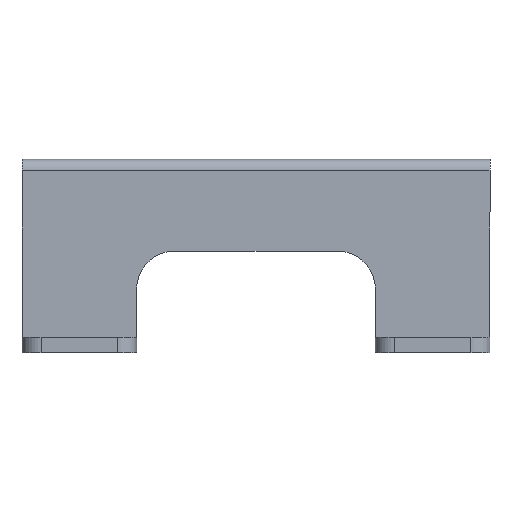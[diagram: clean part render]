
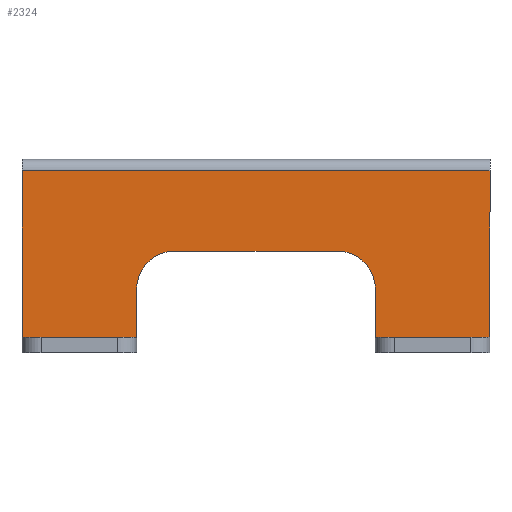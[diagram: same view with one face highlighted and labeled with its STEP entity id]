
A CAD part, front view. The second image highlights one B-rep face of the part: STEP entity #2324.
In plain terms, the highlighted planar face has unit normal (0, -1, 0).
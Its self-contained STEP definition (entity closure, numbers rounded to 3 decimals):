
#15 = LINE ( 'NONE', #2108, #1507 ) ;
#33 = DIRECTION ( 'NONE',  ( 0., 0., -1. ) ) ;
#37 = VECTOR ( 'NONE', #1582, 1000. ) ;
#47 = EDGE_CURVE ( 'NONE', #2124, #1899, #996, .T. ) ;
#110 = EDGE_CURVE ( 'NONE', #168, #1823, #15, .T. ) ;
#168 = VERTEX_POINT ( 'NONE', #2358 ) ;
#221 = FACE_OUTER_BOUND ( 'NONE', #1481, .T. ) ;
#275 = CARTESIAN_POINT ( 'NONE',  ( 77.75, -176.01, 698.5 ) ) ;
#304 = DIRECTION ( 'NONE',  ( 0., -1., 0. ) ) ;
#381 = VECTOR ( 'NONE', #2161, 1000. ) ;
#400 = CARTESIAN_POINT ( 'NONE',  ( 170.25, -176.01, 745.1 ) ) ;
#403 = ORIENTED_EDGE ( 'NONE', *, *, #1713, .T. ) ;
#444 = CARTESIAN_POINT ( 'NONE',  ( 200.25, -176.01, 745.1 ) ) ;
#500 = CARTESIAN_POINT ( 'NONE',  ( 117.75, -176.01, 721.1 ) ) ;
#501 = CIRCLE ( 'NONE', #2114, 10. ) ;
#514 = ORIENTED_EDGE ( 'NONE', *, *, #844, .T. ) ;
#535 = LINE ( 'NONE', #400, #1624 ) ;
#585 = VERTEX_POINT ( 'NONE', #1867 ) ;
#811 = CARTESIAN_POINT ( 'NONE',  ( 77.75, -176.01, 721.1 ) ) ;
#823 = ORIENTED_EDGE ( 'NONE', *, *, #1446, .T. ) ;
#844 = EDGE_CURVE ( 'NONE', #1899, #1398, #535, .T. ) ;
#956 = VECTOR ( 'NONE', #1056, 1000. ) ;
#985 = CARTESIAN_POINT ( 'NONE',  ( -81.941, -176.01, 742.1 ) ) ;
#996 = CIRCLE ( 'NONE', #1839, 10. ) ;
#1041 = EDGE_CURVE ( 'NONE', #1578, #1161, #1991, .T. ) ;
#1056 = DIRECTION ( 'NONE',  ( 0., 0., -1. ) ) ;
#1068 = DIRECTION ( 'NONE',  ( 0., 1., 0. ) ) ;
#1072 = CARTESIAN_POINT ( 'NONE',  ( 107.75, -176.01, 745.1 ) ) ;
#1078 = AXIS2_PLACEMENT_3D ( 'NONE', #2038, #304, #2232 ) ;
#1115 = DIRECTION ( 'NONE',  ( 1., 0., 0. ) ) ;
#1149 = VERTEX_POINT ( 'NONE', #2030 ) ;
#1161 = VERTEX_POINT ( 'NONE', #1849 ) ;
#1201 = LINE ( 'NONE', #275, #1320 ) ;
#1228 = VECTOR ( 'NONE', #2135, 1000. ) ;
#1253 = VECTOR ( 'NONE', #2056, 1000. ) ;
#1272 = DIRECTION ( 'NONE',  ( 0., 0., 1. ) ) ;
#1276 = ORIENTED_EDGE ( 'NONE', *, *, #2352, .T. ) ;
#1289 = CARTESIAN_POINT ( 'NONE',  ( 170.25, -176.01, 711.1 ) ) ;
#1320 = VECTOR ( 'NONE', #1428, 1000. ) ;
#1345 = EDGE_CURVE ( 'NONE', #168, #1149, #2357, .T. ) ;
#1398 = VERTEX_POINT ( 'NONE', #2347 ) ;
#1399 = CARTESIAN_POINT ( 'NONE',  ( 160.25, -176.01, 721.1 ) ) ;
#1422 = ORIENTED_EDGE ( 'NONE', *, *, #2129, .F. ) ;
#1428 = DIRECTION ( 'NONE',  ( 1., 0., 0. ) ) ;
#1439 = LINE ( 'NONE', #985, #381 ) ;
#1446 = EDGE_CURVE ( 'NONE', #1699, #2124, #1958, .T. ) ;
#1474 = CARTESIAN_POINT ( 'NONE',  ( 117.75, -176.01, 711.1 ) ) ;
#1481 = EDGE_LOOP ( 'NONE', ( #2158, #514, #1909, #1799, #1422, #2032, #2282, #1276, #403, #823 ) ) ;
#1503 = CARTESIAN_POINT ( 'NONE',  ( 160.25, -176.01, 711.1 ) ) ;
#1507 = VECTOR ( 'NONE', #1115, 1000. ) ;
#1531 = CARTESIAN_POINT ( 'NONE',  ( 77.75, -176.01, 745.1 ) ) ;
#1545 = EDGE_CURVE ( 'NONE', #1398, #1161, #1201, .T. ) ;
#1578 = VERTEX_POINT ( 'NONE', #2374 ) ;
#1582 = DIRECTION ( 'NONE',  ( 1., 0., 0. ) ) ;
#1624 = VECTOR ( 'NONE', #33, 1000. ) ;
#1693 = CARTESIAN_POINT ( 'NONE',  ( 107.75, -176.01, 698.5 ) ) ;
#1699 = VERTEX_POINT ( 'NONE', #500 ) ;
#1713 = EDGE_CURVE ( 'NONE', #585, #1699, #501, .T. ) ;
#1799 = ORIENTED_EDGE ( 'NONE', *, *, #1041, .F. ) ;
#1823 = VERTEX_POINT ( 'NONE', #1693 ) ;
#1839 = AXIS2_PLACEMENT_3D ( 'NONE', #1503, #1884, #2298 ) ;
#1849 = CARTESIAN_POINT ( 'NONE',  ( 200.25, -176.01, 698.5 ) ) ;
#1867 = CARTESIAN_POINT ( 'NONE',  ( 107.75, -176.01, 711.1 ) ) ;
#1884 = DIRECTION ( 'NONE',  ( 0., 1., 0. ) ) ;
#1899 = VERTEX_POINT ( 'NONE', #1289 ) ;
#1909 = ORIENTED_EDGE ( 'NONE', *, *, #1545, .T. ) ;
#1958 = LINE ( 'NONE', #811, #37 ) ;
#1991 = LINE ( 'NONE', #444, #956 ) ;
#2030 = CARTESIAN_POINT ( 'NONE',  ( 77.75, -176.01, 742.1 ) ) ;
#2032 = ORIENTED_EDGE ( 'NONE', *, *, #1345, .F. ) ;
#2038 = CARTESIAN_POINT ( 'NONE',  ( 77.75, -176.01, 745.1 ) ) ;
#2056 = DIRECTION ( 'NONE',  ( 0., 0., 1. ) ) ;
#2108 = CARTESIAN_POINT ( 'NONE',  ( 77.75, -176.01, 698.5 ) ) ;
#2114 = AXIS2_PLACEMENT_3D ( 'NONE', #1474, #1068, #1272 ) ;
#2124 = VERTEX_POINT ( 'NONE', #1399 ) ;
#2129 = EDGE_CURVE ( 'NONE', #1149, #1578, #1439, .T. ) ;
#2135 = DIRECTION ( 'NONE',  ( 0., 0., 1. ) ) ;
#2158 = ORIENTED_EDGE ( 'NONE', *, *, #47, .T. ) ;
#2161 = DIRECTION ( 'NONE',  ( 1., 0., 0. ) ) ;
#2232 = DIRECTION ( 'NONE',  ( 0., 0., -1. ) ) ;
#2257 = PLANE ( 'NONE',  #1078 ) ;
#2282 = ORIENTED_EDGE ( 'NONE', *, *, #110, .T. ) ;
#2289 = LINE ( 'NONE', #1072, #1253 ) ;
#2298 = DIRECTION ( 'NONE',  ( 0., 0., 1. ) ) ;
#2324 = ADVANCED_FACE ( 'NONE', ( #221 ), #2257, .T. ) ;
#2347 = CARTESIAN_POINT ( 'NONE',  ( 170.25, -176.01, 698.5 ) ) ;
#2352 = EDGE_CURVE ( 'NONE', #1823, #585, #2289, .T. ) ;
#2357 = LINE ( 'NONE', #1531, #1228 ) ;
#2358 = CARTESIAN_POINT ( 'NONE',  ( 77.75, -176.01, 698.5 ) ) ;
#2374 = CARTESIAN_POINT ( 'NONE',  ( 200.25, -176.01, 742.1 ) ) ;
